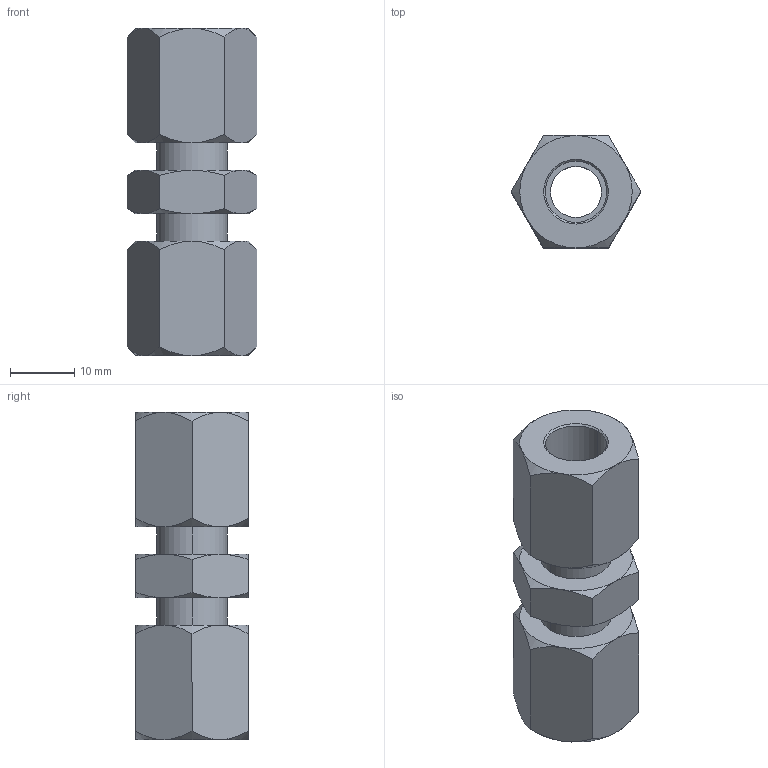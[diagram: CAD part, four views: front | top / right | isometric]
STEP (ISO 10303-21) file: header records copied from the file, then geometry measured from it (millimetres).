
FILE_DESCRIPTION((''),'2;1');
FILE_NAME('ILC30000066','2022-09-08T08:32:23',('rkuestersteffen'),(''),'CREO PARAMETRIC BY PTC INC, 2021164','CREO PARAMETRIC BY PTC INC, 2021164','');
FILE_SCHEMA(('AUTOMOTIVE_DESIGN { 1 0 10303 214 1 1 1 1 }'));
Length unit declared in the file: inch
Products named in the file (1): ILC30000066
Bounding box: 20.15 x 17.45 x 50.8 mm (x, y, z)
Volume: 8673.5 mm3; surface area: 5281 mm2
Topology: 1 solids, 1 shells, 76 faces, 172 edges, 104 vertices
Faces by surface type: cone 40, plane 26, cylinder 10
Entity records: 3083 total; most frequent: CARTESIAN_POINT 815, ORIENTED_EDGE 344, DIRECTION 336, PRESENTATION_STYLE_ASSIGNMENT 175, STYLED_ITEM 175, CURVE_STYLE 174, EDGE_CURVE 172, AXIS2_PLACEMENT_3D 146
